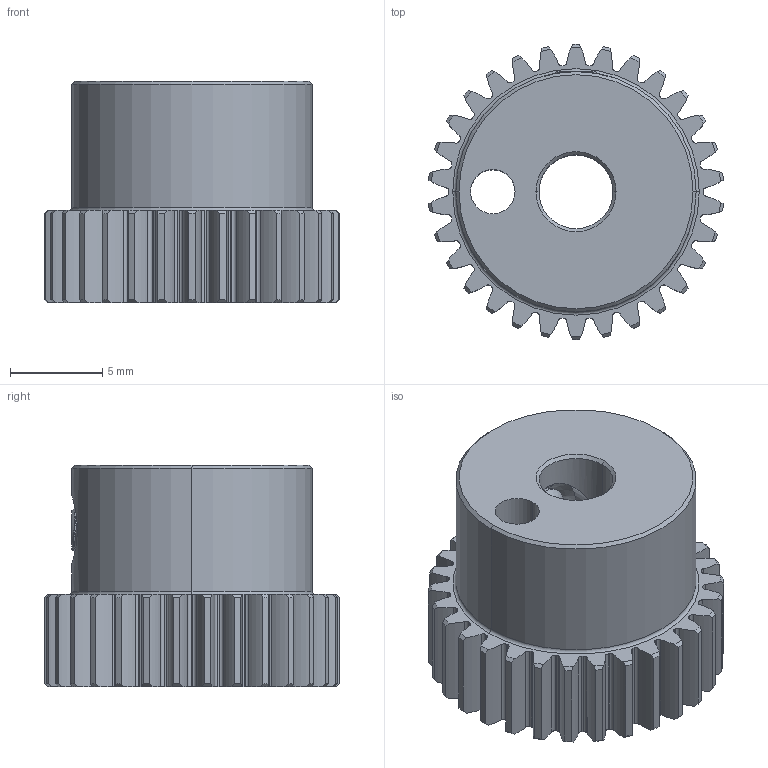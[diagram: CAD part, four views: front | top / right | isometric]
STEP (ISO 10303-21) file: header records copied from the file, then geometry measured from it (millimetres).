
FILE_DESCRIPTION (( 'STEP AP214' ), '1' );
FILE_NAME ('2664N318_Metal Gear - 20 Degree Pressure Angle.STEP', '2025-07-26T23:51:39', ( '' ), ( '' ), 'SwSTEP 2.0', 'SolidWorks 2023', '' );
FILE_SCHEMA (( 'AUTOMOTIVE_DESIGN' ));
Length unit declared in the file: millimetre
Products named in the file (1): 2664N318_Metal Gear - 20 Degree Pressure Angle
Bounding box: 15.95 x 16 x 12 mm (x, y, z)
Volume: 1587.9 mm3; surface area: 1414 mm2
Topology: 2 solids, 2 shells, 331 faces, 963 edges, 637 vertices
Faces by surface type: cylinder 201, cone 76, plane 42, bspline 10, torus 2
Entity records: 15138 total; most frequent: CARTESIAN_POINT 6473, ORIENTED_EDGE 1922, DIRECTION 1806, EDGE_CURVE 961, AXIS2_PLACEMENT_3D 743, VERTEX_POINT 637, CIRCLE 421, EDGE_LOOP 340
